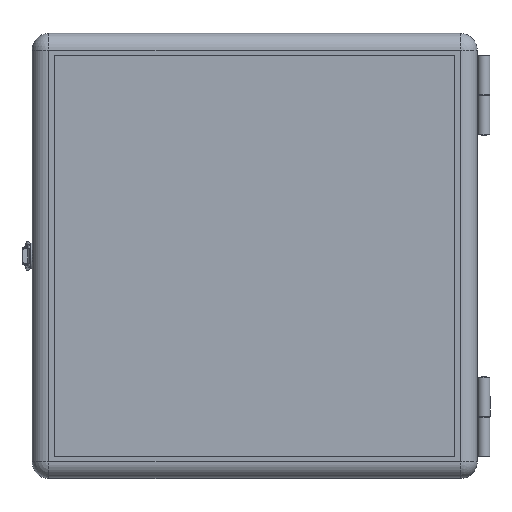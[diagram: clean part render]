
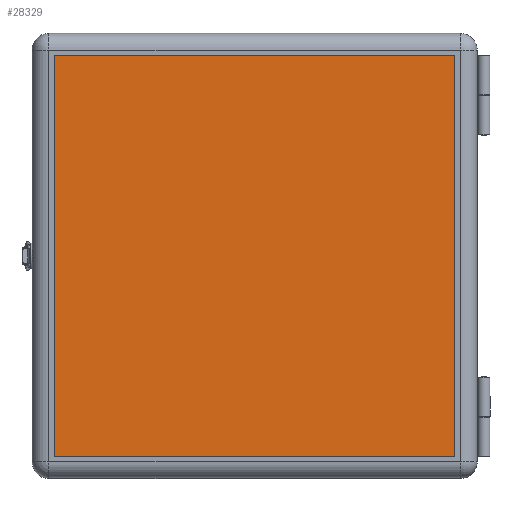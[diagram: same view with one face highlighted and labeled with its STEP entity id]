
A CAD part, top view. The second image highlights one B-rep face of the part: STEP entity #28329.
In plain terms, the highlighted face is planar.
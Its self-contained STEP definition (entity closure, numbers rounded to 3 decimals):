
#3434 = CARTESIAN_POINT ( 'NONE',  ( -185., -185., 0. ) ) ;
#3442 = FACE_OUTER_BOUND ( 'NONE', #23073, .T. ) ;
#3443 = PLANE ( 'NONE',  #3907 ) ;
#3445 = DIRECTION ( 'NONE',  ( 0., 0., 1. ) ) ;
#3446 = DIRECTION ( 'NONE',  ( 1., 0., 0. ) ) ;
#3907 = AXIS2_PLACEMENT_3D ( 'NONE', #3434, #3445, #3446 ) ;
#11545 = VECTOR ( 'NONE', #14173, 1000. ) ;
#11566 = VECTOR ( 'NONE', #14184, 1000. ) ;
#11571 = VECTOR ( 'NONE', #14190, 1000. ) ;
#11577 = VECTOR ( 'NONE', #14199, 1000. ) ;
#14162 = LINE ( 'NONE', #14171, #11545 ) ;
#14171 = CARTESIAN_POINT ( 'NONE',  ( -185., -180., 0. ) ) ;
#14173 = DIRECTION ( 'NONE',  ( 1., 0., 0. ) ) ;
#14182 = LINE ( 'NONE', #14183, #11566 ) ;
#14183 = CARTESIAN_POINT ( 'NONE',  ( -180., -185., 0. ) ) ;
#14184 = DIRECTION ( 'NONE',  ( 0., -1., 0. ) ) ;
#14188 = LINE ( 'NONE', #14189, #11571 ) ;
#14189 = CARTESIAN_POINT ( 'NONE',  ( 180., -185., 0. ) ) ;
#14190 = DIRECTION ( 'NONE',  ( 0., 1., 0. ) ) ;
#14197 = LINE ( 'NONE', #14198, #11577 ) ;
#14198 = CARTESIAN_POINT ( 'NONE',  ( -185., 180., 0. ) ) ;
#14199 = DIRECTION ( 'NONE',  ( -1., 0., 0. ) ) ;
#17740 = VERTEX_POINT ( 'NONE', #35959 ) ;
#18505 = VERTEX_POINT ( 'NONE', #38754 ) ;
#18511 = VERTEX_POINT ( 'NONE', #38760 ) ;
#18512 = VERTEX_POINT ( 'NONE', #38761 ) ;
#18837 = ORIENTED_EDGE ( 'NONE', *, *, #58169, .F. ) ;
#18839 = ORIENTED_EDGE ( 'NONE', *, *, #58179, .F. ) ;
#18841 = ORIENTED_EDGE ( 'NONE', *, *, #58190, .F. ) ;
#18843 = ORIENTED_EDGE ( 'NONE', *, *, #58183, .F. ) ;
#23073 = EDGE_LOOP ( 'NONE', ( #18837, #18839, #18841, #18843 ) ) ;
#28329 = ADVANCED_FACE ( 'NONE', ( #3442 ), #3443, .F. ) ;
#35959 = CARTESIAN_POINT ( 'NONE',  ( 180., 180., 0. ) ) ;
#38754 = CARTESIAN_POINT ( 'NONE',  ( -180., -180., 0. ) ) ;
#38760 = CARTESIAN_POINT ( 'NONE',  ( 180., -180., 0. ) ) ;
#38761 = CARTESIAN_POINT ( 'NONE',  ( -180., 180., 0. ) ) ;
#58169 = EDGE_CURVE ( 'NONE', #18505, #18511, #14162, .T. ) ;
#58179 = EDGE_CURVE ( 'NONE', #18512, #18505, #14182, .T. ) ;
#58183 = EDGE_CURVE ( 'NONE', #18511, #17740, #14188, .T. ) ;
#58190 = EDGE_CURVE ( 'NONE', #17740, #18512, #14197, .T. ) ;
